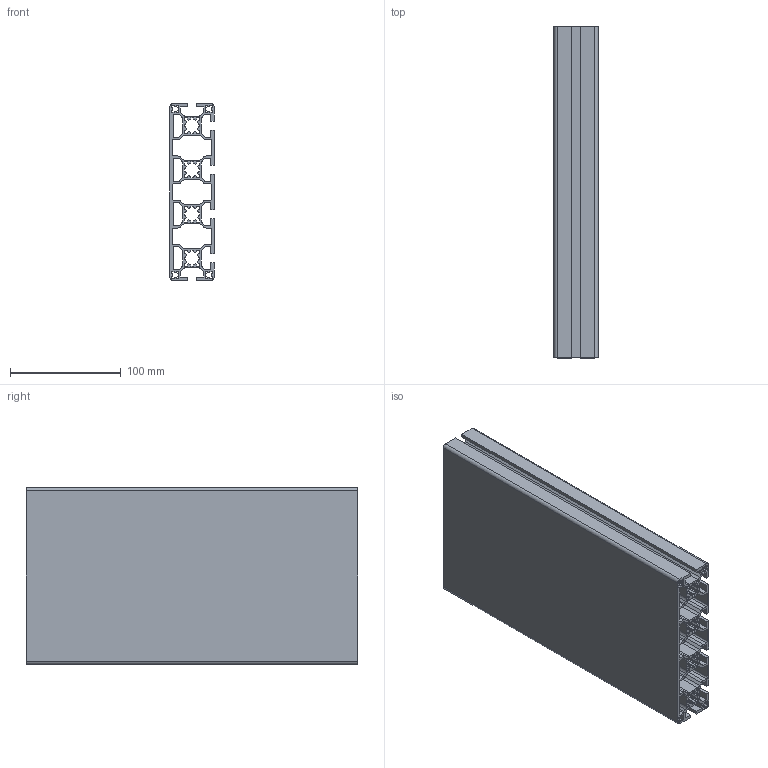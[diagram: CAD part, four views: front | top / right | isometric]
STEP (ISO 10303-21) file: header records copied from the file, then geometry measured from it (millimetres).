
FILE_DESCRIPTION (( 'STEP AP214' ), '1' );
FILE_NAME ('1727975632246.step', '2024-10-03T17:13:55', ( 'Windows User' ), ( '' ), 'SwSTEP 2.0', 'SolidWorks 2011', '' );
FILE_SCHEMA (( 'AUTOMOTIVE_DESIGN' ));
Length unit declared in the file: millimetre
Products named in the file (2): 1.11.040160.64LPx300.00(1); 1727975632246
Assembly tree (1 placements, depth 2):
  1727975632246
    1.11.040160.64LPx300.00(1)
Bounding box: 40 x 300 x 160 mm (x, y, z)
Volume: 526735.9 mm3; surface area: 498496.9 mm2
Topology: 1 solids, 1 shells, 472 faces, 1410 edges, 940 vertices
Faces by surface type: plane 334, cylinder 138
Entity records: 15936 total; most frequent: CARTESIAN_POINT 2826, ORIENTED_EDGE 2820, DIRECTION 2638, EDGE_CURVE 1410, VECTOR 1134, LINE 1134, VERTEX_POINT 940, AXIS2_PLACEMENT_3D 752
